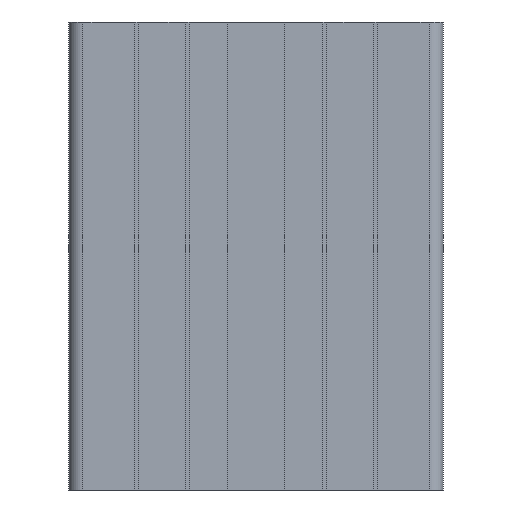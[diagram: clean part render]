
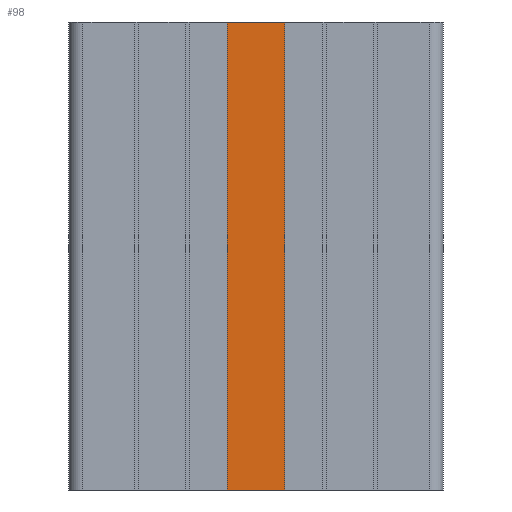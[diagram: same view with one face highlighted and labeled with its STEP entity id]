
A CAD part, left-side view. The second image highlights one B-rep face of the part: STEP entity #98.
In plain terms, the highlighted planar face has unit normal (-1, 0, 0).
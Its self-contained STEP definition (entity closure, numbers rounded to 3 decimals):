
#98 = ADVANCED_FACE ( 'NONE', ( #2291 ), #4417, .T. ) ;
#371 = ORIENTED_EDGE ( 'NONE', *, *, #2056, .F. ) ;
#431 = CARTESIAN_POINT ( 'NONE',  ( -19., 6.108, 0. ) ) ;
#478 = VECTOR ( 'NONE', #1318, 1000. ) ;
#631 = VERTEX_POINT ( 'NONE', #4157 ) ;
#910 = EDGE_CURVE ( 'NONE', #1040, #3986, #4173, .T. ) ;
#1040 = VERTEX_POINT ( 'NONE', #6557 ) ;
#1235 = DIRECTION ( 'NONE',  ( 0., 0., 1. ) ) ;
#1318 = DIRECTION ( 'NONE',  ( 0., 0., 1. ) ) ;
#1467 = ORIENTED_EDGE ( 'NONE', *, *, #910, .T. ) ;
#1520 = DIRECTION ( 'NONE',  ( 0., 0., 1. ) ) ;
#1557 = LINE ( 'NONE', #431, #5441 ) ;
#1676 = ORIENTED_EDGE ( 'NONE', *, *, #1737, .T. ) ;
#1737 = EDGE_CURVE ( 'NONE', #631, #1040, #4677, .T. ) ;
#1768 = DIRECTION ( 'NONE',  ( -1., 0., 0. ) ) ;
#2056 = EDGE_CURVE ( 'NONE', #3451, #3986, #1557, .T. ) ;
#2205 = ORIENTED_EDGE ( 'NONE', *, *, #5857, .F. ) ;
#2267 = EDGE_LOOP ( 'NONE', ( #371, #2205, #1676, #1467 ) ) ;
#2291 = FACE_OUTER_BOUND ( 'NONE', #2267, .T. ) ;
#2477 = CARTESIAN_POINT ( 'NONE',  ( -19., -6.108, 0. ) ) ;
#2894 = CARTESIAN_POINT ( 'NONE',  ( -19., 6.108, -100. ) ) ;
#3302 = CARTESIAN_POINT ( 'NONE',  ( -19., 6.108, 0. ) ) ;
#3451 = VERTEX_POINT ( 'NONE', #3302 ) ;
#3571 = DIRECTION ( 'NONE',  ( 0., -1., 0. ) ) ;
#3986 = VERTEX_POINT ( 'NONE', #2477 ) ;
#4043 = VECTOR ( 'NONE', #1520, 1000. ) ;
#4157 = CARTESIAN_POINT ( 'NONE',  ( -19., 6.108, -100. ) ) ;
#4173 = LINE ( 'NONE', #5293, #4043 ) ;
#4175 = DIRECTION ( 'NONE',  ( 0., -1., 0. ) ) ;
#4417 = PLANE ( 'NONE',  #6733 ) ;
#4677 = LINE ( 'NONE', #5838, #5359 ) ;
#5293 = CARTESIAN_POINT ( 'NONE',  ( -19., -6.108, -100. ) ) ;
#5359 = VECTOR ( 'NONE', #3571, 1000. ) ;
#5441 = VECTOR ( 'NONE', #4175, 1000. ) ;
#5838 = CARTESIAN_POINT ( 'NONE',  ( -19., 6.108, -100. ) ) ;
#5857 = EDGE_CURVE ( 'NONE', #631, #3451, #6082, .T. ) ;
#6082 = LINE ( 'NONE', #2894, #478 ) ;
#6555 = CARTESIAN_POINT ( 'NONE',  ( -19., 6.108, -100. ) ) ;
#6557 = CARTESIAN_POINT ( 'NONE',  ( -19., -6.108, -100. ) ) ;
#6733 = AXIS2_PLACEMENT_3D ( 'NONE', #6555, #1768, #1235 ) ;
